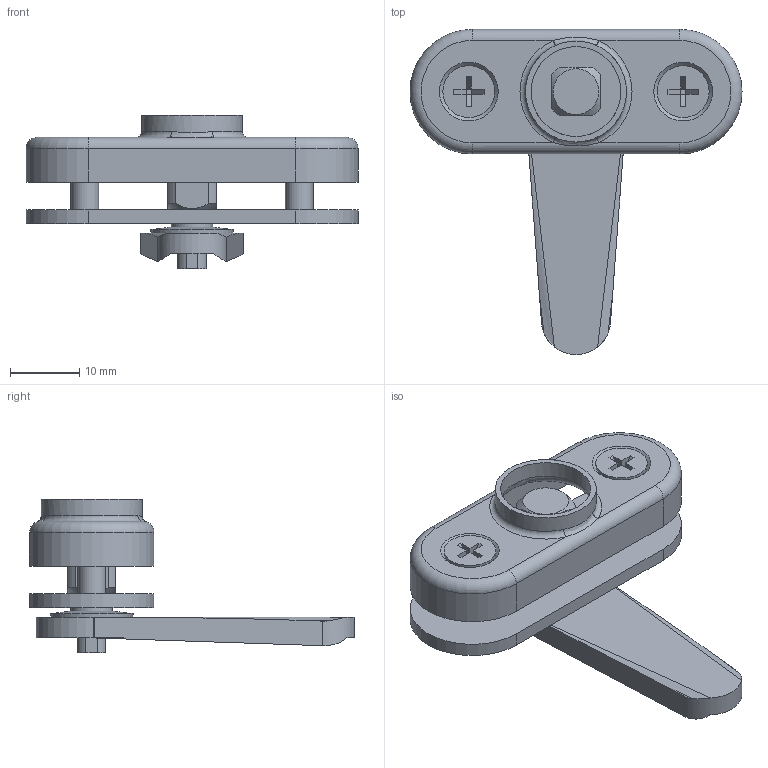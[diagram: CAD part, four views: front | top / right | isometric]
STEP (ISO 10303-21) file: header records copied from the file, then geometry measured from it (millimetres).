
FILE_DESCRIPTION(/* description */ ('620- ZINCATO - CHIAVISTELLO'),/* implementation_level */ '2;1');
FILE_NAME(/* name */ '11700505 001.stp',/* time_stamp */ '2023-07-17T14:56:47+02:00',/* author */ ('gcocco'),/* organization */ (''),/* preprocessor_version */ 'ST-DEVELOPER v19.2',/* originating_system */ 'Autodesk Inventor 2023',/* authorisation */ '');
FILE_SCHEMA (('AUTOMOTIVE_DESIGN { 1 0 10303 214 3 1 1 }'));
Length unit declared in the file: millimetre
Products named in the file (7): 11700505  001; 28003501; 28205001; 21302101  001; 21510108; 28505001; 75000518
Assembly tree (7 placements, depth 2):
  11700505  001
    28003501
    28205001
    21302101  001
    21510108  x2
    28505001
    75000518
Bounding box: 48 x 47 x 22.2 mm (x, y, z)
Volume: 5257 mm3; surface area: 7348.9 mm2
Topology: 7 solids, 7 shells, 132 faces, 294 edges, 180 vertices
Faces by surface type: plane 72, cylinder 32, cone 14, torus 8, bspline 6
Full cylindrical faces by diameter (mm): 3.141 x2, 3.242 x2, 4 x2, 6 x1, 6.5 x1, 7.5 x2, 13 x1, 14.6 x1
Entity records: 3560 total; most frequent: CARTESIAN_POINT 732, DIRECTION 573, ORIENTED_EDGE 510, EDGE_CURVE 255, AXIS2_PLACEMENT_3D 218, VERTEX_POINT 158, LINE 137, VECTOR 137
